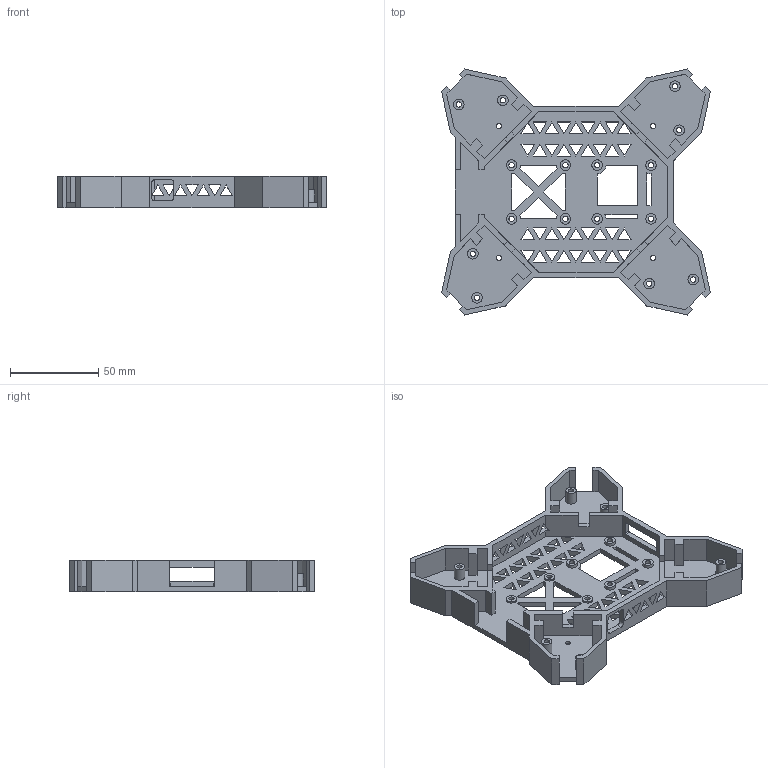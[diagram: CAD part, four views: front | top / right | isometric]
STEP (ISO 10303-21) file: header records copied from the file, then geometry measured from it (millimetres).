
FILE_DESCRIPTION(/* description */ ('STEP AP242','CAx-IF Rec.Pracs.---Representation and Presentation of Product Manufacturing Information (PMI)---4.0---2014-10-13','CAx-IF Rec.Pracs.---3D Tessellated Geometry---0.4---2014-09-14','2;1'),/* implementation_level */ '2;1');
FILE_NAME(/* name */ '6636610cea7d80165f2c2345',/* time_stamp */ '2024-05-04T16:23:41Z',/* author */ (''),/* organization */ (''),/* preprocessor_version */ 'ST-DEVELOPER v20',/* originating_system */ ' ',/* authorisation */ ' ');
FILE_SCHEMA (('AP242_MANAGED_MODEL_BASED_3D_ENGINEERING_MIM_LF { 1 0 10303 442 1 1 4 }'));
Length unit declared in the file: metre
Products named in the file (1): Part 1
Bounding box: 152.37 x 139.37 x 18 mm (x, y, z)
Volume: 73443.5 mm3; surface area: 58369.9 mm2
Topology: 1 solids, 1 shells, 511 faces, 1427 edges, 946 vertices
Faces by surface type: plane 452, cylinder 51, bspline 8
Full cylindrical faces by diameter (mm): 3 x20, 6 x20
Entity records: 16555 total; most frequent: CARTESIAN_POINT 3227, ORIENTED_EDGE 2774, DIRECTION 2463, EDGE_CURVE 1387, LINE 1251, VECTOR 1251, VERTEX_POINT 946, EDGE_LOOP 733
